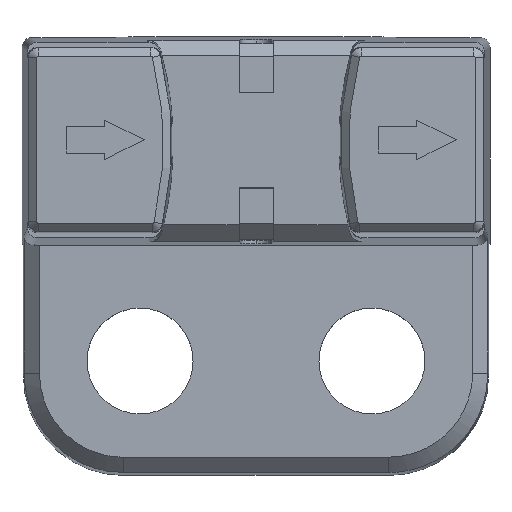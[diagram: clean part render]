
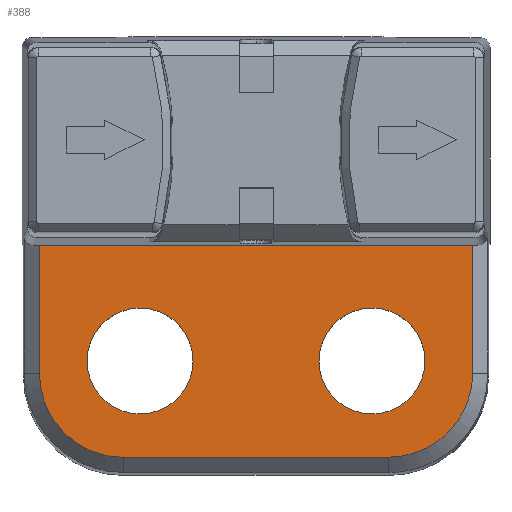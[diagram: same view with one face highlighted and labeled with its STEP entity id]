
A CAD part, top view. The second image highlights one B-rep face of the part: STEP entity #388.
In plain terms, the highlighted planar face has unit normal (0, 0, 1).
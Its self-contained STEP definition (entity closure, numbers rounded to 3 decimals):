
#58=FACE_BOUND('',#867,.T.);
#59=FACE_BOUND('',#868,.T.);
#60=FACE_BOUND('',#869,.T.);
#230=B_SPLINE_CURVE_WITH_KNOTS('',3,(#5370,#5371,#5372,#5373,#5374,#5375,
#5376,#5377,#5378,#5379),.UNSPECIFIED.,.F.,.F.,(4,2,2,2,4),(0.,0.25,0.5,
0.75,1.),.UNSPECIFIED.);
#240=B_SPLINE_CURVE_WITH_KNOTS('',3,(#5528,#5529,#5530,#5531,#5532,#5533,
#5534,#5535,#5536,#5537),.UNSPECIFIED.,.F.,.F.,(4,2,2,2,4),(0.,0.25,0.5,
0.75,1.),.UNSPECIFIED.);
#265=CIRCLE('',#3634,1.6);
#267=CIRCLE('',#3637,1.6);
#388=ADVANCED_FACE('',(#58,#59,#60),#557,.F.);
#557=PLANE('',#3640);
#867=EDGE_LOOP('',(#1288,#1289,#1290,#1291,#1292,#1293));
#868=EDGE_LOOP('',(#1294));
#869=EDGE_LOOP('',(#1295));
#1288=ORIENTED_EDGE('',*,*,#2551,.F.);
#1289=ORIENTED_EDGE('',*,*,#2552,.T.);
#1290=ORIENTED_EDGE('',*,*,#2531,.T.);
#1291=ORIENTED_EDGE('',*,*,#2442,.T.);
#1292=ORIENTED_EDGE('',*,*,#2549,.T.);
#1293=ORIENTED_EDGE('',*,*,#2553,.T.);
#1294=ORIENTED_EDGE('',*,*,#2544,.T.);
#1295=ORIENTED_EDGE('',*,*,#2542,.T.);
#2087=VERTEX_POINT('',#4938);
#2088=VERTEX_POINT('',#4940);
#2149=VERTEX_POINT('',#5380);
#2156=VERTEX_POINT('',#5511);
#2158=VERTEX_POINT('',#5516);
#2162=VERTEX_POINT('',#5527);
#2163=VERTEX_POINT('',#5585);
#2164=VERTEX_POINT('',#5586);
#2442=EDGE_CURVE('',#2088,#2087,#2949,.T.);
#2531=EDGE_CURVE('',#2149,#2088,#230,.T.);
#2542=EDGE_CURVE('',#2156,#2156,#265,.T.);
#2544=EDGE_CURVE('',#2158,#2158,#267,.T.);
#2549=EDGE_CURVE('',#2087,#2162,#240,.T.);
#2551=EDGE_CURVE('',#2163,#2164,#2998,.T.);
#2552=EDGE_CURVE('',#2163,#2149,#2999,.T.);
#2553=EDGE_CURVE('',#2162,#2164,#3000,.T.);
#2949=LINE('',#4939,#3286);
#2998=LINE('',#5584,#3335);
#2999=LINE('',#5587,#3336);
#3000=LINE('',#5588,#3337);
#3286=VECTOR('',#3957,1.);
#3335=VECTOR('',#4102,1.);
#3336=VECTOR('',#4103,1.);
#3337=VECTOR('',#4104,1.);
#3634=AXIS2_PLACEMENT_3D('',#5510,#4087,#4088);
#3637=AXIS2_PLACEMENT_3D('',#5515,#4093,#4094);
#3640=AXIS2_PLACEMENT_3D('',#5589,#4105,#4106);
#3957=DIRECTION('',(1.,0.,0.));
#4087=DIRECTION('',(0.,0.,-1.));
#4088=DIRECTION('',(-1.,0.,0.));
#4093=DIRECTION('',(0.,0.,-1.));
#4094=DIRECTION('',(-1.,0.,0.));
#4102=DIRECTION('',(1.,0.,0.));
#4103=DIRECTION('',(0.,-1.,0.));
#4104=DIRECTION('',(0.,1.,0.));
#4105=DIRECTION('',(0.,0.,-1.));
#4106=DIRECTION('',(1.,0.,0.));
#4938=CARTESIAN_POINT('',(405.613,27.498,31.4));
#4939=CARTESIAN_POINT('',(405.61,27.498,31.4));
#4940=CARTESIAN_POINT('',(397.61,27.498,31.4));
#5370=CARTESIAN_POINT('',(395.072,30.037,31.4));
#5371=CARTESIAN_POINT('',(395.072,29.705,31.4));
#5372=CARTESIAN_POINT('',(395.138,29.373,31.4));
#5373=CARTESIAN_POINT('',(395.393,28.758,31.4));
#5374=CARTESIAN_POINT('',(395.581,28.477,31.4));
#5375=CARTESIAN_POINT('',(396.05,28.007,31.4));
#5376=CARTESIAN_POINT('',(396.332,27.819,31.4));
#5377=CARTESIAN_POINT('',(396.946,27.564,31.4));
#5378=CARTESIAN_POINT('',(397.278,27.498,31.4));
#5379=CARTESIAN_POINT('',(397.61,27.498,31.4));
#5380=CARTESIAN_POINT('',(395.072,30.037,31.4));
#5510=CARTESIAN_POINT('',(405.112,30.402,31.4));
#5511=CARTESIAN_POINT('',(403.512,30.402,31.4));
#5515=CARTESIAN_POINT('',(398.112,30.402,31.4));
#5516=CARTESIAN_POINT('',(396.512,30.402,31.4));
#5527=CARTESIAN_POINT('',(408.151,30.037,31.4));
#5528=CARTESIAN_POINT('',(405.613,27.498,31.4));
#5529=CARTESIAN_POINT('',(405.946,27.498,31.4));
#5530=CARTESIAN_POINT('',(406.278,27.564,31.4));
#5531=CARTESIAN_POINT('',(406.891,27.819,31.4));
#5532=CARTESIAN_POINT('',(407.173,28.007,31.4));
#5533=CARTESIAN_POINT('',(407.642,28.477,31.4));
#5534=CARTESIAN_POINT('',(407.831,28.758,31.4));
#5535=CARTESIAN_POINT('',(408.085,29.373,31.4));
#5536=CARTESIAN_POINT('',(408.151,29.705,31.4));
#5537=CARTESIAN_POINT('',(408.151,30.037,31.4));
#5584=CARTESIAN_POINT('',(396.764,33.905,31.4));
#5585=CARTESIAN_POINT('',(395.072,33.905,31.4));
#5586=CARTESIAN_POINT('',(408.151,33.905,31.4));
#5587=CARTESIAN_POINT('',(395.072,30.259,31.4));
#5588=CARTESIAN_POINT('',(408.151,34.305,31.4));
#5589=CARTESIAN_POINT('',(401.612,30.259,31.4));
